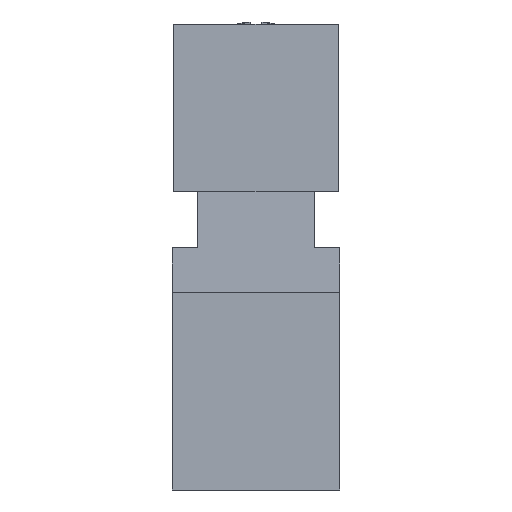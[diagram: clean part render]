
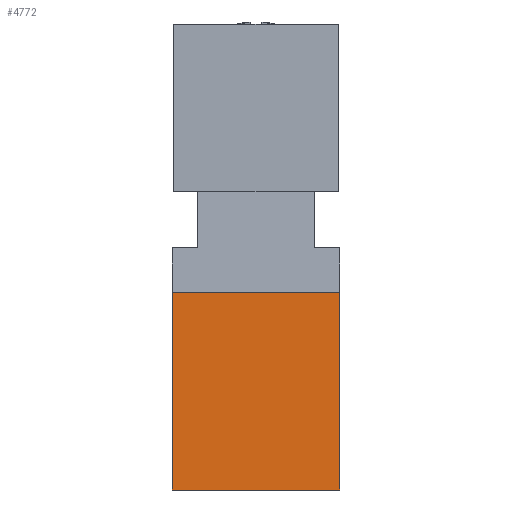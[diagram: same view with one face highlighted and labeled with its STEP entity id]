
A CAD part, front view. The second image highlights one B-rep face of the part: STEP entity #4772.
In plain terms, the highlighted planar face has unit normal (0, -1, 0.009).
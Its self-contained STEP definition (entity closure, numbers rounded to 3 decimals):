
#308=DIRECTION('',(0.,0.009,1.));
#309=VECTOR('',#308,21.191);
#310=CARTESIAN_POINT('',(-9.,-89.939,7.));
#311=LINE('',#310,#309);
#473=DIRECTION('',(1.,0.,0.));
#474=VECTOR('',#473,18.);
#475=CARTESIAN_POINT('',(-9.,-89.939,7.));
#476=LINE('',#475,#474);
#480=DIRECTION('',(-1.,0.,0.));
#481=VECTOR('',#480,18.);
#482=CARTESIAN_POINT('',(9.,-89.754,28.19));
#483=LINE('',#482,#481);
#911=DIRECTION('',(0.,-0.009,-1.));
#912=VECTOR('',#911,21.191);
#913=CARTESIAN_POINT('',(9.,-89.754,28.19));
#914=LINE('',#913,#912);
#3871=CARTESIAN_POINT('',(9.,-89.754,28.19));
#3872=VERTEX_POINT('',#3871);
#3873=CARTESIAN_POINT('',(9.,-89.939,7.));
#3874=VERTEX_POINT('',#3873);
#3886=CARTESIAN_POINT('',(-9.,-89.939,7.));
#3888=VERTEX_POINT('',#3886);
#3889=CARTESIAN_POINT('',(-9.,-89.754,28.19));
#3890=VERTEX_POINT('',#3889);
#4759=CARTESIAN_POINT('',(0.,-90.,0.));
#4760=DIRECTION('',(0.,1.,-0.009));
#4761=DIRECTION('',(0.,0.009,1.));
#4762=AXIS2_PLACEMENT_3D('',#4759,#4760,#4761);
#4763=PLANE('',#4762);
#4764=ORIENTED_EDGE('',*,*,#4694,.F.);
#4765=ORIENTED_EDGE('',*,*,#4677,.T.);
#4767=ORIENTED_EDGE('',*,*,#4766,.F.);
#4769=ORIENTED_EDGE('',*,*,#4768,.T.);
#4770=EDGE_LOOP('',(#4764,#4765,#4767,#4769));
#4771=FACE_OUTER_BOUND('',#4770,.F.);
#4677=EDGE_CURVE('',#3888,#3890,#311,.T.);
#4694=EDGE_CURVE('',#3888,#3874,#476,.T.);
#4766=EDGE_CURVE('',#3872,#3890,#483,.T.);
#4768=EDGE_CURVE('',#3872,#3874,#914,.T.);
#4772=ADVANCED_FACE('',(#4771),#4763,.F.);
